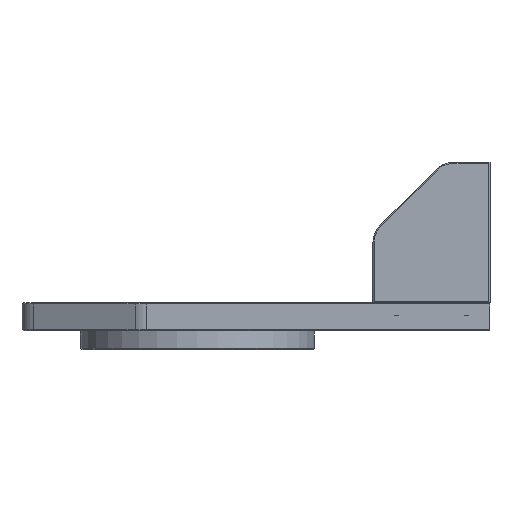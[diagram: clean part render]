
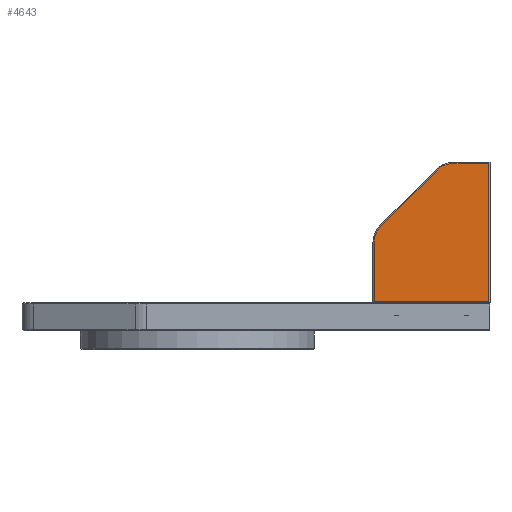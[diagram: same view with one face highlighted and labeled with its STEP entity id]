
A CAD part, front view. The second image highlights one B-rep face of the part: STEP entity #4643.
In plain terms, the highlighted planar face has unit normal (0, -1, 0).
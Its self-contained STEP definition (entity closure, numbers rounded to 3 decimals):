
#39 = CARTESIAN_POINT ( 'NONE',  ( 109.142, -75., 50. ) ) ;
#261 = LINE ( 'NONE', #2171, #6183 ) ;
#278 = CARTESIAN_POINT ( 'NONE',  ( 125., -75., 0. ) ) ;
#528 = EDGE_CURVE ( 'NONE', #3043, #4624, #3693, .T. ) ;
#572 = CARTESIAN_POINT ( 'NONE',  ( 102.425, -75., 56.718 ) ) ;
#666 = ORIENTED_EDGE ( 'NONE', *, *, #1725, .T. ) ;
#702 = CARTESIAN_POINT ( 'NONE',  ( 78.282, -75., 32.575 ) ) ;
#872 = DIRECTION ( 'NONE',  ( 0., -1., 0. ) ) ;
#1199 = CARTESIAN_POINT ( 'NONE',  ( 78.282, -75., 32.575 ) ) ;
#1308 = VERTEX_POINT ( 'NONE', #1199 ) ;
#1442 = DIRECTION ( 'NONE',  ( -1., 0., 0. ) ) ;
#1578 = ORIENTED_EDGE ( 'NONE', *, *, #5062, .T. ) ;
#1696 = CARTESIAN_POINT ( 'NONE',  ( 75.5, -75., 25.858 ) ) ;
#1725 = EDGE_CURVE ( 'NONE', #4571, #4165, #261, .T. ) ;
#1727 = AXIS2_PLACEMENT_3D ( 'NONE', #3245, #872, #2280 ) ;
#1887 = CARTESIAN_POINT ( 'NONE',  ( 125., -75., 59.5 ) ) ;
#1972 = VECTOR ( 'NONE', #2329, 1000. ) ;
#2131 = CIRCLE ( 'NONE', #1727, 9.5 ) ;
#2171 = CARTESIAN_POINT ( 'NONE',  ( 124.5, -75., 0. ) ) ;
#2214 = CIRCLE ( 'NONE', #3211, 9.5 ) ;
#2222 = DIRECTION ( 'NONE',  ( 0., 0., -1. ) ) ;
#2256 = ORIENTED_EDGE ( 'NONE', *, *, #5973, .T. ) ;
#2280 = DIRECTION ( 'NONE',  ( 0., 0., -1. ) ) ;
#2287 = ORIENTED_EDGE ( 'NONE', *, *, #3513, .T. ) ;
#2329 = DIRECTION ( 'NONE',  ( 1., 0., 0. ) ) ;
#2448 = VECTOR ( 'NONE', #1442, 1000. ) ;
#2735 = EDGE_CURVE ( 'NONE', #4165, #6058, #3732, .T. ) ;
#3043 = VERTEX_POINT ( 'NONE', #1696 ) ;
#3112 = DIRECTION ( 'NONE',  ( 0., 0., 1. ) ) ;
#3197 = ORIENTED_EDGE ( 'NONE', *, *, #528, .T. ) ;
#3211 = AXIS2_PLACEMENT_3D ( 'NONE', #39, #3348, #5759 ) ;
#3245 = CARTESIAN_POINT ( 'NONE',  ( 85., -75., 25.858 ) ) ;
#3348 = DIRECTION ( 'NONE',  ( 0., -1., 0. ) ) ;
#3513 = EDGE_CURVE ( 'NONE', #4624, #4571, #4244, .T. ) ;
#3693 = LINE ( 'NONE', #6169, #4036 ) ;
#3732 = LINE ( 'NONE', #1887, #2448 ) ;
#4036 = VECTOR ( 'NONE', #2222, 1000. ) ;
#4083 = VERTEX_POINT ( 'NONE', #572 ) ;
#4099 = ORIENTED_EDGE ( 'NONE', *, *, #5236, .T. ) ;
#4120 = LINE ( 'NONE', #702, #5007 ) ;
#4165 = VERTEX_POINT ( 'NONE', #4480 ) ;
#4244 = LINE ( 'NONE', #5706, #1972 ) ;
#4352 = CARTESIAN_POINT ( 'NONE',  ( 124.5, -75., 0.5 ) ) ;
#4480 = CARTESIAN_POINT ( 'NONE',  ( 124.5, -75., 59.5 ) ) ;
#4571 = VERTEX_POINT ( 'NONE', #4352 ) ;
#4624 = VERTEX_POINT ( 'NONE', #5092 ) ;
#4643 = ADVANCED_FACE ( 'NONE', ( #4995 ), #5977, .F. ) ;
#4995 = FACE_OUTER_BOUND ( 'NONE', #5752, .T. ) ;
#5007 = VECTOR ( 'NONE', #6090, 1000. ) ;
#5026 = DIRECTION ( 'NONE',  ( 0., 1., 0. ) ) ;
#5062 = EDGE_CURVE ( 'NONE', #4083, #1308, #4120, .T. ) ;
#5092 = CARTESIAN_POINT ( 'NONE',  ( 75.5, -75., 0.5 ) ) ;
#5236 = EDGE_CURVE ( 'NONE', #6058, #4083, #2214, .T. ) ;
#5686 = CARTESIAN_POINT ( 'NONE',  ( 109.142, -75., 59.5 ) ) ;
#5706 = CARTESIAN_POINT ( 'NONE',  ( 125., -75., 0.5 ) ) ;
#5752 = EDGE_LOOP ( 'NONE', ( #5963, #4099, #1578, #2256, #3197, #2287, #666 ) ) ;
#5759 = DIRECTION ( 'NONE',  ( 0., 0., -1. ) ) ;
#5760 = AXIS2_PLACEMENT_3D ( 'NONE', #278, #5026, #5910 ) ;
#5910 = DIRECTION ( 'NONE',  ( 0., 0., -1. ) ) ;
#5963 = ORIENTED_EDGE ( 'NONE', *, *, #2735, .T. ) ;
#5973 = EDGE_CURVE ( 'NONE', #1308, #3043, #2131, .T. ) ;
#5977 = PLANE ( 'NONE',  #5760 ) ;
#6058 = VERTEX_POINT ( 'NONE', #5686 ) ;
#6090 = DIRECTION ( 'NONE',  ( -0.707, 0., -0.707 ) ) ;
#6169 = CARTESIAN_POINT ( 'NONE',  ( 75.5, -75., 0. ) ) ;
#6183 = VECTOR ( 'NONE', #3112, 1000. ) ;
